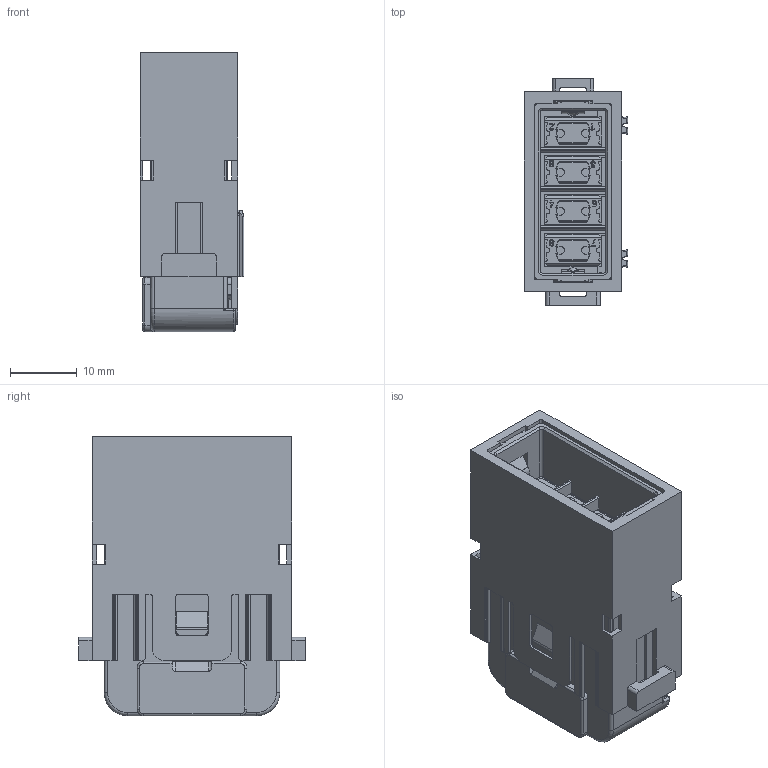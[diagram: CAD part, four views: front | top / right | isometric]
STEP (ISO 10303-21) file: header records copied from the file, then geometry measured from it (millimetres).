
FILE_DESCRIPTION(('Creo Elements/Direct Modeling STEP Export'),'2;1');
FILE_NAME('0ln7uvk45o516n23076','2016-11-16T10:04:53',(''),(''),'PTC Creo Elements/Direct Modeling STEP processor for AP214 (Solid Model)','PTC Creo Elements/Direct Modeling 19.0E 27-Jun-2016 (C) Parametric Technology GmbH','');
FILE_SCHEMA(('AUTOMOTIVE_DESIGN { 1 0 10303 214 1 1 1 1 }'));
Products named in the file (2): CX_08_I6M
Assembly tree (1 placements, depth 2):
  CX_08_I6M
    CX_08_I6M
Bounding box: 15.6 x 34 x 41.95 mm (x, y, z)
Volume: 11194.9 mm3; surface area: 14105.1 mm2
Topology: 1 solids, 3 shells, 1772 faces, 5468 edges, 3710 vertices
Faces by surface type: plane 1160, cylinder 508, cone 28, torus 26, sphere 22, bspline 20, extrusion 8
Entity records: 76906 total; most frequent: CARTESIAN_POINT 19741, ORIENTED_EDGE 10904, DIRECTION 9300, EDGE_CURVE 5452, VERTEX_POINT 3710, VECTOR 3676, LINE 3668, AXIS2_PLACEMENT_3D 2812
